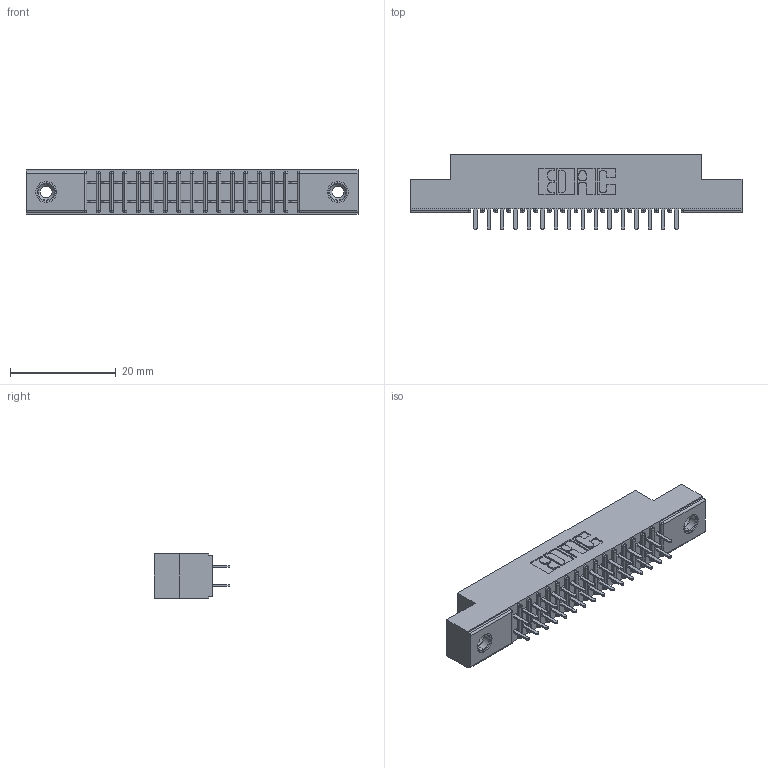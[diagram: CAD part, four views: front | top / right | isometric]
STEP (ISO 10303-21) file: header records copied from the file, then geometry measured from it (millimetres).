
FILE_DESCRIPTION (( 'STEP AP203' ), '1' );
FILE_NAME ('341-032-520-208.STEP', '2018-08-06T20:47:56', ( '' ), ( '' ), 'SwSTEP 2.0', 'SolidWorks 2016', '' );
FILE_SCHEMA (( 'CONFIG_CONTROL_DESIGN' ));
Length unit declared in the file: inch
Products named in the file (4): 345-250-001_345-250-003-102; 341-032-520-208; 341 Part_.156 (3.96) Dia Mounting Holes; 341-292-001_341-292-120
Assembly tree (35 placements, depth 2):
  341-032-520-208
    341 Part_.156 (3.96) Dia Mounting Holes
    341-292-001_341-292-120  x32
    345-250-001_345-250-003-102  x2
Bounding box: 62.87 x 14.27 x 8.38 mm (x, y, z)
Volume: 3590.1 mm3; surface area: 7098.2 mm2
Topology: 35 solids, 35 shells, 2288 faces, 6580 edges, 4258 vertices
Faces by surface type: plane 1380, cylinder 828, sphere 34, torus 34, cone 12
Entity records: 24012 total; most frequent: CARTESIAN_POINT 3975, ORIENTED_EDGE 3940, DIRECTION 3886, EDGE_CURVE 1970, VECTOR 1560, LINE 1560, VERTEX_POINT 1252, AXIS2_PLACEMENT_3D 1163
